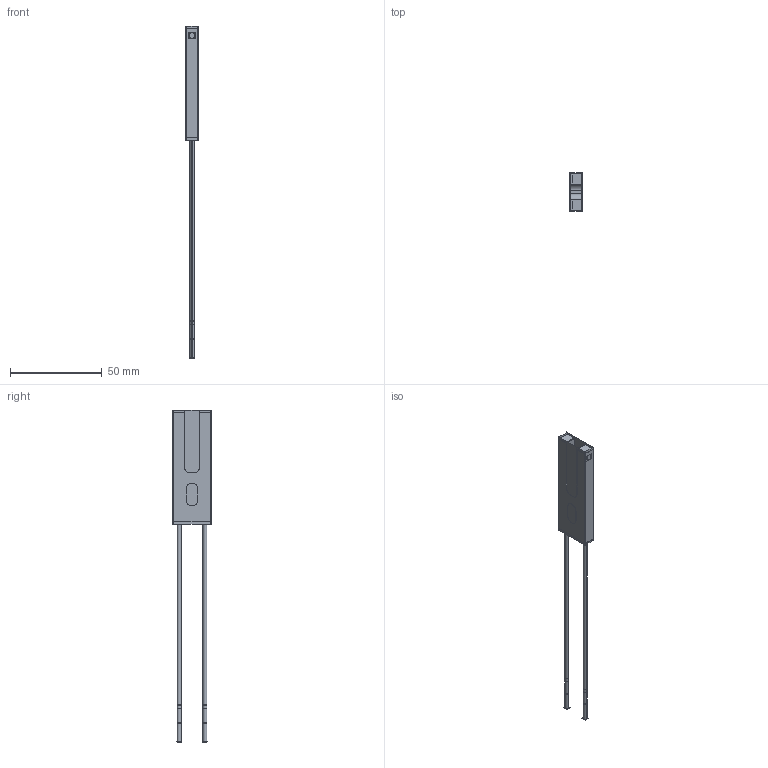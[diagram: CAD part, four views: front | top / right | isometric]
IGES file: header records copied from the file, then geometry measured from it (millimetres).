
Start section:  PTC IGES file: 193948.igs
Global section: file name: 193948.igs; native system: Creo Parametric by Parametric Technology Corporation; preprocessor: 2013230; author: pdmadmin; organization: Unknown; date: 20160309.085007; units: millimetre
Bounding box: 6.6 x 20.87 x 181.34 mm (x, y, z)
Volume: 6238.7 mm3; surface area: 38379 mm2
Topology: 7 solids, 9 shells, 172 faces, 868 edges, 1120 vertices
Faces by surface type: revolution 88, bspline 84
